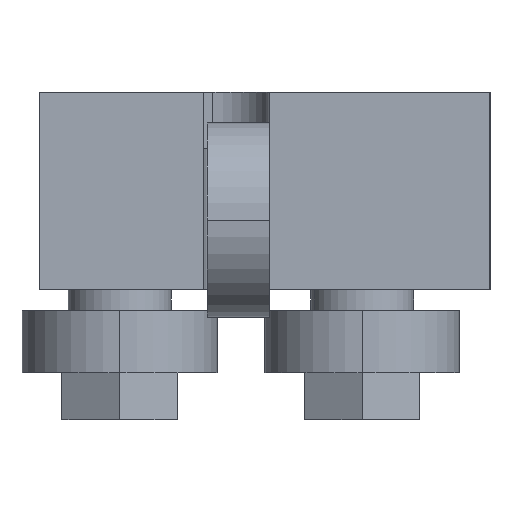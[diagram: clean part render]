
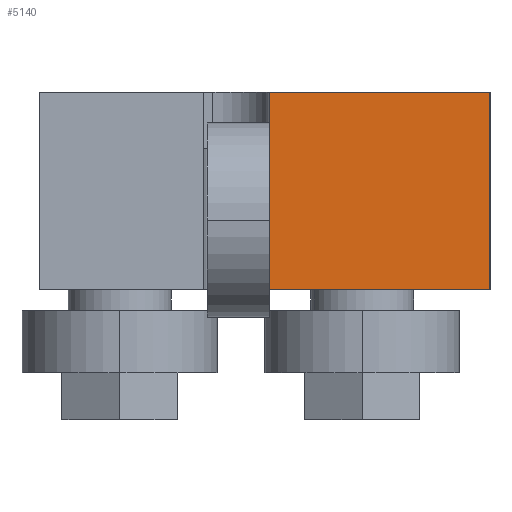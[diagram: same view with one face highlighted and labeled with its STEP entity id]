
A CAD part, left-side view. The second image highlights one B-rep face of the part: STEP entity #5140.
In plain terms, the highlighted planar face has unit normal (-1, 0, 0).
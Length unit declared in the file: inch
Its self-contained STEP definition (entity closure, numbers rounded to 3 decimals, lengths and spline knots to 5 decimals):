
#49 = EDGE_CURVE ( 'NONE', #730, #4434, #128, .T. ) ;
#128 = LINE ( 'NONE', #1756, #5502 ) ;
#273 = DIRECTION ( 'NONE',  ( 1., 0., 0. ) ) ;
#406 = ORIENTED_EDGE ( 'NONE', *, *, #1344, .F. ) ;
#556 = VECTOR ( 'NONE', #5194, 39.37008 ) ;
#730 = VERTEX_POINT ( 'NONE', #4378 ) ;
#1344 = EDGE_CURVE ( 'NONE', #730, #4778, #3664, .T. ) ;
#1356 = EDGE_CURVE ( 'NONE', #2135, #4434, #6861, .T. ) ;
#1422 = CARTESIAN_POINT ( 'NONE',  ( 0., 0., 0.875 ) ) ;
#1756 = CARTESIAN_POINT ( 'NONE',  ( 0., 0., 0. ) ) ;
#1979 = PLANE ( 'NONE',  #3145 ) ;
#2135 = VERTEX_POINT ( 'NONE', #6396 ) ;
#2329 = VECTOR ( 'NONE', #5650, 39.37008 ) ;
#2804 = VECTOR ( 'NONE', #4067, 39.37008 ) ;
#3124 = CARTESIAN_POINT ( 'NONE',  ( 0., 0., 0. ) ) ;
#3145 = AXIS2_PLACEMENT_3D ( 'NONE', #1422, #273, #3185 ) ;
#3185 = DIRECTION ( 'NONE',  ( 0., 0., -1. ) ) ;
#3239 = ORIENTED_EDGE ( 'NONE', *, *, #1356, .F. ) ;
#3346 = EDGE_CURVE ( 'NONE', #4778, #2135, #3530, .T. ) ;
#3530 = LINE ( 'NONE', #6731, #2329 ) ;
#3664 = LINE ( 'NONE', #4616, #2804 ) ;
#3747 = ORIENTED_EDGE ( 'NONE', *, *, #3346, .F. ) ;
#3989 = CARTESIAN_POINT ( 'NONE',  ( 0., 0., 0.875 ) ) ;
#4051 = DIRECTION ( 'NONE',  ( 0., -1., 0. ) ) ;
#4067 = DIRECTION ( 'NONE',  ( 0., 0., 1. ) ) ;
#4378 = CARTESIAN_POINT ( 'NONE',  ( 0., 0.98, 0. ) ) ;
#4434 = VERTEX_POINT ( 'NONE', #3124 ) ;
#4616 = CARTESIAN_POINT ( 'NONE',  ( 0., 0.98, 0. ) ) ;
#4778 = VERTEX_POINT ( 'NONE', #6158 ) ;
#4953 = FACE_OUTER_BOUND ( 'NONE', #6819, .T. ) ;
#5140 = ADVANCED_FACE ( 'NONE', ( #4953 ), #1979, .F. ) ;
#5163 = ORIENTED_EDGE ( 'NONE', *, *, #49, .T. ) ;
#5194 = DIRECTION ( 'NONE',  ( 0., 0., -1. ) ) ;
#5502 = VECTOR ( 'NONE', #4051, 39.37008 ) ;
#5650 = DIRECTION ( 'NONE',  ( 0., -1., 0. ) ) ;
#6158 = CARTESIAN_POINT ( 'NONE',  ( 0., 0.98, 0.875 ) ) ;
#6396 = CARTESIAN_POINT ( 'NONE',  ( 0., 0., 0.875 ) ) ;
#6731 = CARTESIAN_POINT ( 'NONE',  ( 0., 0., 0.875 ) ) ;
#6819 = EDGE_LOOP ( 'NONE', ( #3747, #406, #5163, #3239 ) ) ;
#6861 = LINE ( 'NONE', #3989, #556 ) ;
